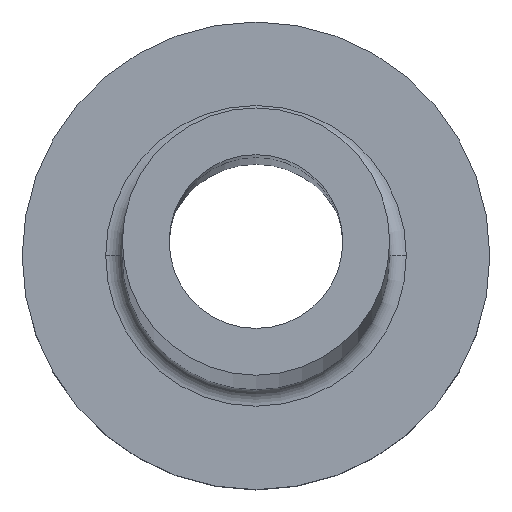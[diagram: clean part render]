
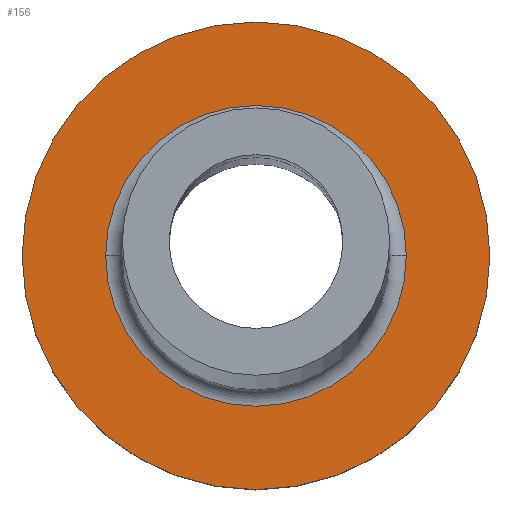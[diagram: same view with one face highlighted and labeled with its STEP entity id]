
A CAD part, top view. The second image highlights one B-rep face of the part: STEP entity #156.
In plain terms, the highlighted planar face has unit normal (0, 0, 1).
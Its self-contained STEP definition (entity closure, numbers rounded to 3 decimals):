
#9 = CARTESIAN_POINT ( 'NONE',  ( 0., 0., 5. ) ) ;
#44 = DIRECTION ( 'NONE',  ( 0., 0., 1. ) ) ;
#46 = CARTESIAN_POINT ( 'NONE',  ( 7., 0., 5. ) ) ;
#61 = VERTEX_POINT ( 'NONE', #280 ) ;
#65 = AXIS2_PLACEMENT_3D ( 'NONE', #411, #44, #80 ) ;
#76 = CIRCLE ( 'NONE', #327, 4.5 ) ;
#80 = DIRECTION ( 'NONE',  ( 1., 0., 0. ) ) ;
#126 = ORIENTED_EDGE ( 'NONE', *, *, #350, .T. ) ;
#134 = AXIS2_PLACEMENT_3D ( 'NONE', #9, #316, #396 ) ;
#136 = AXIS2_PLACEMENT_3D ( 'NONE', #258, #408, #403 ) ;
#139 = DIRECTION ( 'NONE',  ( 0., 0., 1. ) ) ;
#141 = EDGE_CURVE ( 'NONE', #143, #61, #76, .T. ) ;
#143 = VERTEX_POINT ( 'NONE', #299 ) ;
#145 = CARTESIAN_POINT ( 'NONE',  ( 0., 0., 5. ) ) ;
#156 = ADVANCED_FACE ( 'NONE', ( #264, #304 ), #267, .T. ) ;
#164 = VERTEX_POINT ( 'NONE', #46 ) ;
#174 = EDGE_CURVE ( 'NONE', #373, #164, #448, .T. ) ;
#183 = CIRCLE ( 'NONE', #134, 4.5 ) ;
#209 = CARTESIAN_POINT ( 'NONE',  ( -7., 0., 5. ) ) ;
#232 = AXIS2_PLACEMENT_3D ( 'NONE', #353, #139, #248 ) ;
#248 = DIRECTION ( 'NONE',  ( 1., 0., 0. ) ) ;
#255 = ORIENTED_EDGE ( 'NONE', *, *, #400, .T. ) ;
#258 = CARTESIAN_POINT ( 'NONE',  ( 0., 0., 5. ) ) ;
#263 = EDGE_LOOP ( 'NONE', ( #409, #255 ) ) ;
#264 = FACE_BOUND ( 'NONE', #263, .T. ) ;
#266 = EDGE_LOOP ( 'NONE', ( #333, #126 ) ) ;
#267 = PLANE ( 'NONE',  #136 ) ;
#280 = CARTESIAN_POINT ( 'NONE',  ( -4.5, 0., 5. ) ) ;
#299 = CARTESIAN_POINT ( 'NONE',  ( 4.5, 0., 5. ) ) ;
#304 = FACE_OUTER_BOUND ( 'NONE', #266, .T. ) ;
#316 = DIRECTION ( 'NONE',  ( 0., 0., -1. ) ) ;
#327 = AXIS2_PLACEMENT_3D ( 'NONE', #145, #337, #368 ) ;
#333 = ORIENTED_EDGE ( 'NONE', *, *, #174, .T. ) ;
#337 = DIRECTION ( 'NONE',  ( 0., 0., -1. ) ) ;
#350 = EDGE_CURVE ( 'NONE', #164, #373, #426, .T. ) ;
#353 = CARTESIAN_POINT ( 'NONE',  ( 0., 0., 5. ) ) ;
#368 = DIRECTION ( 'NONE',  ( 1., 0., 0. ) ) ;
#373 = VERTEX_POINT ( 'NONE', #209 ) ;
#396 = DIRECTION ( 'NONE',  ( 1., 0., 0. ) ) ;
#400 = EDGE_CURVE ( 'NONE', #61, #143, #183, .T. ) ;
#403 = DIRECTION ( 'NONE',  ( 1., 0., 0. ) ) ;
#408 = DIRECTION ( 'NONE',  ( 0., 0., 1. ) ) ;
#409 = ORIENTED_EDGE ( 'NONE', *, *, #141, .T. ) ;
#411 = CARTESIAN_POINT ( 'NONE',  ( 0., 0., 5. ) ) ;
#426 = CIRCLE ( 'NONE', #232, 7. ) ;
#448 = CIRCLE ( 'NONE', #65, 7. ) ;
